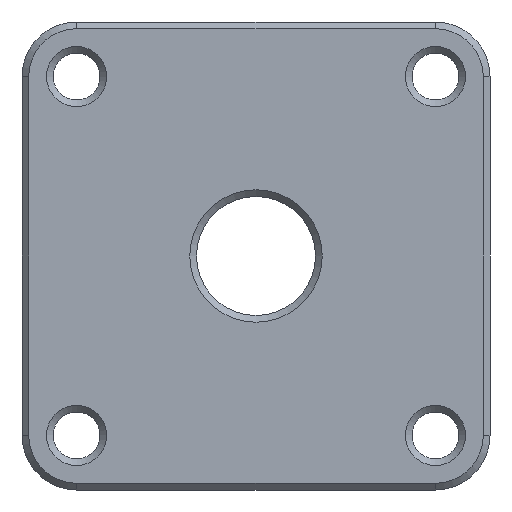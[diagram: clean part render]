
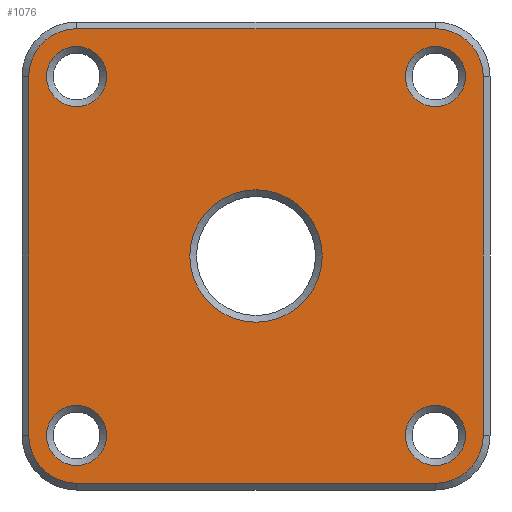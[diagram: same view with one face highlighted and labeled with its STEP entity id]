
A CAD part, front view. The second image highlights one B-rep face of the part: STEP entity #1076.
In plain terms, the highlighted planar face has unit normal (0, -1, 0).
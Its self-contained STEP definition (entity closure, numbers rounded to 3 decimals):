
#26=FACE_BOUND('',#168,.T.);
#27=FACE_BOUND('',#169,.T.);
#28=FACE_BOUND('',#170,.T.);
#29=FACE_BOUND('',#171,.T.);
#30=FACE_BOUND('',#172,.T.);
#63=PLANE('',#1187);
#93=FACE_OUTER_BOUND('',#167,.T.);
#167=EDGE_LOOP('',(#799,#800,#801,#802,#803,#804,#805,#806));
#168=EDGE_LOOP('',(#807));
#169=EDGE_LOOP('',(#808));
#170=EDGE_LOOP('',(#809));
#171=EDGE_LOOP('',(#810));
#172=EDGE_LOOP('',(#811));
#248=CIRCLE('',#1185,2.25);
#250=CIRCLE('',#1188,3.583);
#251=CIRCLE('',#1189,3.583);
#252=CIRCLE('',#1190,3.583);
#253=CIRCLE('',#1191,3.583);
#254=CIRCLE('',#1192,2.25);
#255=CIRCLE('',#1193,2.25);
#256=CIRCLE('',#1194,2.25);
#257=CIRCLE('',#1195,4.95);
#342=LINE('',#1872,#415);
#343=LINE('',#1876,#416);
#344=LINE('',#1880,#417);
#345=LINE('',#1884,#418);
#415=VECTOR('',#1393,10.);
#416=VECTOR('',#1396,10.);
#417=VECTOR('',#1399,10.);
#418=VECTOR('',#1402,10.);
#500=VERTEX_POINT('',#1864);
#502=VERTEX_POINT('',#1870);
#503=VERTEX_POINT('',#1871);
#504=VERTEX_POINT('',#1873);
#505=VERTEX_POINT('',#1875);
#506=VERTEX_POINT('',#1877);
#507=VERTEX_POINT('',#1879);
#508=VERTEX_POINT('',#1881);
#509=VERTEX_POINT('',#1883);
#510=VERTEX_POINT('',#1886);
#511=VERTEX_POINT('',#1888);
#512=VERTEX_POINT('',#1890);
#513=VERTEX_POINT('',#1892);
#611=EDGE_CURVE('',#500,#500,#248,.T.);
#614=EDGE_CURVE('',#502,#503,#342,.T.);
#615=EDGE_CURVE('',#504,#502,#250,.T.);
#616=EDGE_CURVE('',#505,#504,#343,.T.);
#617=EDGE_CURVE('',#506,#505,#251,.T.);
#618=EDGE_CURVE('',#507,#506,#344,.T.);
#619=EDGE_CURVE('',#508,#507,#252,.T.);
#620=EDGE_CURVE('',#509,#508,#345,.T.);
#621=EDGE_CURVE('',#503,#509,#253,.T.);
#622=EDGE_CURVE('',#510,#510,#254,.T.);
#623=EDGE_CURVE('',#511,#511,#255,.T.);
#624=EDGE_CURVE('',#512,#512,#256,.T.);
#625=EDGE_CURVE('',#513,#513,#257,.T.);
#799=ORIENTED_EDGE('',*,*,#614,.F.);
#800=ORIENTED_EDGE('',*,*,#615,.F.);
#801=ORIENTED_EDGE('',*,*,#616,.F.);
#802=ORIENTED_EDGE('',*,*,#617,.F.);
#803=ORIENTED_EDGE('',*,*,#618,.F.);
#804=ORIENTED_EDGE('',*,*,#619,.F.);
#805=ORIENTED_EDGE('',*,*,#620,.F.);
#806=ORIENTED_EDGE('',*,*,#621,.F.);
#807=ORIENTED_EDGE('',*,*,#622,.F.);
#808=ORIENTED_EDGE('',*,*,#623,.F.);
#809=ORIENTED_EDGE('',*,*,#624,.F.);
#810=ORIENTED_EDGE('',*,*,#625,.F.);
#811=ORIENTED_EDGE('',*,*,#611,.F.);
#1076=ADVANCED_FACE('',(#93,#26,#27,#28,#29,#30),#63,.T.);
#1185=AXIS2_PLACEMENT_3D('',#1865,#1386,#1387);
#1187=AXIS2_PLACEMENT_3D('',#1869,#1391,#1392);
#1188=AXIS2_PLACEMENT_3D('',#1874,#1394,#1395);
#1189=AXIS2_PLACEMENT_3D('',#1878,#1397,#1398);
#1190=AXIS2_PLACEMENT_3D('',#1882,#1400,#1401);
#1191=AXIS2_PLACEMENT_3D('',#1885,#1403,#1404);
#1192=AXIS2_PLACEMENT_3D('',#1887,#1405,#1406);
#1193=AXIS2_PLACEMENT_3D('',#1889,#1407,#1408);
#1194=AXIS2_PLACEMENT_3D('',#1891,#1409,#1410);
#1195=AXIS2_PLACEMENT_3D('',#1893,#1411,#1412);
#1386=DIRECTION('center_axis',(0.,-1.,0.));
#1387=DIRECTION('ref_axis',(-1.,0.,0.));
#1391=DIRECTION('center_axis',(0.,-1.,0.));
#1392=DIRECTION('ref_axis',(0.,0.,-1.));
#1393=DIRECTION('',(0.,0.,1.));
#1394=DIRECTION('center_axis',(0.,1.,0.));
#1395=DIRECTION('ref_axis',(-0.707,0.,-0.707));
#1396=DIRECTION('',(-1.,0.,0.));
#1397=DIRECTION('center_axis',(0.,1.,0.));
#1398=DIRECTION('ref_axis',(0.707,0.,-0.707));
#1399=DIRECTION('',(0.,0.,-1.));
#1400=DIRECTION('center_axis',(0.,1.,0.));
#1401=DIRECTION('ref_axis',(0.707,0.,0.707));
#1402=DIRECTION('',(1.,0.,0.));
#1403=DIRECTION('center_axis',(0.,1.,0.));
#1404=DIRECTION('ref_axis',(-0.707,0.,0.707));
#1405=DIRECTION('center_axis',(0.,-1.,0.));
#1406=DIRECTION('ref_axis',(-1.,0.,0.));
#1407=DIRECTION('center_axis',(0.,-1.,0.));
#1408=DIRECTION('ref_axis',(-1.,0.,0.));
#1409=DIRECTION('center_axis',(0.,-1.,0.));
#1410=DIRECTION('ref_axis',(-1.,0.,0.));
#1411=DIRECTION('center_axis',(0.,-1.,0.));
#1412=DIRECTION('ref_axis',(-1.,0.,0.));
#1864=CARTESIAN_POINT('',(15.667,-4.2,13.417));
#1865=CARTESIAN_POINT('Origin',(13.417,-4.2,13.417));
#1869=CARTESIAN_POINT('Origin',(0.,-4.2,0.));
#1870=CARTESIAN_POINT('',(-17.,-4.2,-13.417));
#1871=CARTESIAN_POINT('',(-17.,-4.2,13.417));
#1872=CARTESIAN_POINT('',(-17.,-4.2,8.75));
#1873=CARTESIAN_POINT('',(-13.417,-4.2,-17.));
#1874=CARTESIAN_POINT('Origin',(-13.417,-4.2,-13.417));
#1875=CARTESIAN_POINT('',(13.417,-4.2,-17.));
#1876=CARTESIAN_POINT('',(-8.75,-4.2,-17.));
#1877=CARTESIAN_POINT('',(17.,-4.2,-13.417));
#1878=CARTESIAN_POINT('Origin',(13.417,-4.2,-13.417));
#1879=CARTESIAN_POINT('',(17.,-4.2,13.417));
#1880=CARTESIAN_POINT('',(17.,-4.2,-8.75));
#1881=CARTESIAN_POINT('',(13.417,-4.2,17.));
#1882=CARTESIAN_POINT('Origin',(13.417,-4.2,13.417));
#1883=CARTESIAN_POINT('',(-13.417,-4.2,17.));
#1884=CARTESIAN_POINT('',(8.75,-4.2,17.));
#1885=CARTESIAN_POINT('Origin',(-13.417,-4.2,13.417));
#1886=CARTESIAN_POINT('',(-11.167,-4.2,13.417));
#1887=CARTESIAN_POINT('Origin',(-13.417,-4.2,13.417));
#1888=CARTESIAN_POINT('',(15.667,-4.2,-13.417));
#1889=CARTESIAN_POINT('Origin',(13.417,-4.2,-13.417));
#1890=CARTESIAN_POINT('',(-11.167,-4.2,-13.417));
#1891=CARTESIAN_POINT('Origin',(-13.417,-4.2,-13.417));
#1892=CARTESIAN_POINT('',(4.95,-4.2,0.));
#1893=CARTESIAN_POINT('Origin',(0.,-4.2,0.));
